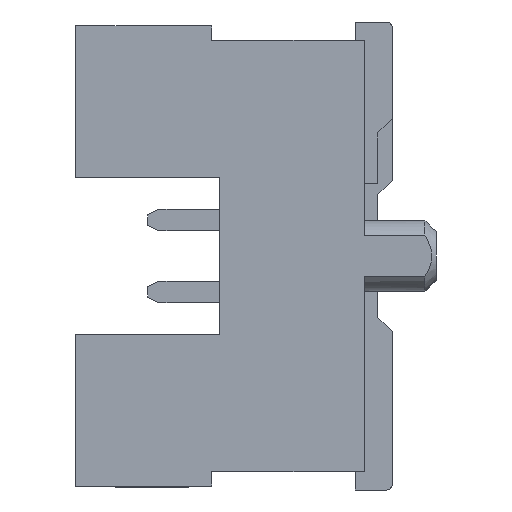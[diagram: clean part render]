
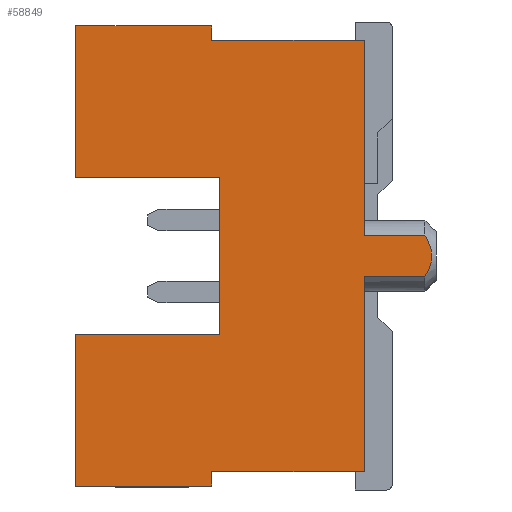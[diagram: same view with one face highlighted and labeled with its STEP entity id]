
A CAD part, left-side view. The second image highlights one B-rep face of the part: STEP entity #58849.
In plain terms, the highlighted planar face has unit normal (-1, 0, 0).
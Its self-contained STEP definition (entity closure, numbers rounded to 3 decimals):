
#3707=DIRECTION('',(0.,1.,0.));
#3708=VECTOR('',#3707,2.54);
#3709=CARTESIAN_POINT('',(-23.5,2.56,-1.395));
#3710=LINE('',#3709,#3708);
#3928=DIRECTION('',(0.,1.,0.));
#3929=VECTOR('',#3928,2.7);
#3930=CARTESIAN_POINT('',(-23.5,0.,3.81));
#3931=LINE('',#3930,#3929);
#3940=DIRECTION('',(0.,0.,1.));
#3941=VECTOR('',#3940,0.255);
#3942=CARTESIAN_POINT('',(-23.5,2.7,3.81));
#3943=LINE('',#3942,#3941);
#3956=DIRECTION('',(0.,-1.,0.));
#3957=VECTOR('',#3956,2.4);
#3958=CARTESIAN_POINT('',(-23.5,5.1,4.065));
#3959=LINE('',#3958,#3957);
#3960=DIRECTION('',(0.,0.,1.));
#3961=VECTOR('',#3960,3.44);
#3962=CARTESIAN_POINT('',(-23.5,0.,-3.81));
#3963=LINE('',#3962,#3961);
#3964=DIRECTION('',(0.,0.,-1.));
#3965=VECTOR('',#3964,2.67);
#3966=CARTESIAN_POINT('',(-23.5,5.1,-1.395));
#3967=LINE('',#3966,#3965);
#3968=DIRECTION('',(0.,-1.,0.));
#3969=VECTOR('',#3968,2.54);
#3970=CARTESIAN_POINT('',(-23.5,5.1,1.395));
#3971=LINE('',#3970,#3969);
#3972=DIRECTION('',(0.,0.,-1.));
#3973=VECTOR('',#3972,2.67);
#3974=CARTESIAN_POINT('',(-23.5,5.1,4.065));
#3975=LINE('',#3974,#3973);
#3976=DIRECTION('',(0.,0.,1.));
#3977=VECTOR('',#3976,3.44);
#3978=CARTESIAN_POINT('',(-23.5,0.,0.37));
#3979=LINE('',#3978,#3977);
#3998=DIRECTION('',(0.,1.,0.));
#3999=VECTOR('',#3998,1.07);
#4000=CARTESIAN_POINT('',(-23.5,-1.07,
0.37));
#4001=LINE('',#4000,#3999);
#4002=DIRECTION('',(0.,-1.,0.));
#4003=VECTOR('',#4002,1.07);
#4004=CARTESIAN_POINT('',(-23.5,0.,-0.37));
#4005=LINE('',#4004,#4003);
#4018=CARTESIAN_POINT('',(-23.5,-1.07,
-0.37));
#4019=CARTESIAN_POINT('',(-23.5,-1.096,
-0.325));
#4020=CARTESIAN_POINT('',(-23.5,-1.141,
-0.238));
#4021=CARTESIAN_POINT('',(-23.5,-1.182,
-0.115));
#4022=CARTESIAN_POINT('',(-23.5,-1.194,
0.));
#4023=CARTESIAN_POINT('',(-23.5,-1.182,
0.115));
#4024=CARTESIAN_POINT('',(-23.5,-1.141,
0.238));
#4025=CARTESIAN_POINT('',(-23.5,-1.096,
0.325));
#4026=CARTESIAN_POINT('',(-23.5,-1.07,
0.37));
#4061=DIRECTION('',(0.,-1.,0.));
#4062=VECTOR('',#4061,2.7);
#4063=CARTESIAN_POINT('',(-23.5,2.7,-3.81));
#4064=LINE('',#4063,#4062);
#4089=DIRECTION('',(0.,0.,1.));
#4090=VECTOR('',#4089,0.255);
#4091=CARTESIAN_POINT('',(-23.5,2.7,-4.065));
#4092=LINE('',#4091,#4090);
#4101=DIRECTION('',(0.,1.,0.));
#4102=VECTOR('',#4101,2.4);
#4103=CARTESIAN_POINT('',(-23.5,2.7,-4.065));
#4104=LINE('',#4103,#4102);
#5545=DIRECTION('',(0.,0.,-1.));
#5546=VECTOR('',#5545,2.79);
#5547=CARTESIAN_POINT('',(-23.5,2.56,1.395));
#5548=LINE('',#5547,#5546);
#49299=CARTESIAN_POINT('',(-23.5,0.,3.81));
#49300=VERTEX_POINT('',#49299);
#49301=CARTESIAN_POINT('',(-23.5,0.,0.37));
#49302=VERTEX_POINT('',#49301);
#49303=CARTESIAN_POINT('',(-23.5,0.,-0.37));
#49304=VERTEX_POINT('',#49303);
#49305=CARTESIAN_POINT('',(-23.5,0.,-3.81));
#49306=VERTEX_POINT('',#49305);
#50469=CARTESIAN_POINT('',(-23.5,5.1,4.065));
#50470=VERTEX_POINT('',#50469);
#50471=CARTESIAN_POINT('',(-23.5,5.1,1.395));
#50472=VERTEX_POINT('',#50471);
#50475=CARTESIAN_POINT('',(-23.5,5.1,-1.395));
#50476=VERTEX_POINT('',#50475);
#50477=CARTESIAN_POINT('',(-23.5,5.1,-4.065));
#50478=VERTEX_POINT('',#50477);
#50491=CARTESIAN_POINT('',(-23.5,2.56,1.395));
#50492=VERTEX_POINT('',#50491);
#50493=CARTESIAN_POINT('',(-23.5,-1.07,
0.37));
#50494=VERTEX_POINT('',#50493);
#50495=VERTEX_POINT('',#4018);
#50496=CARTESIAN_POINT('',(-23.5,2.7,-3.81));
#50497=VERTEX_POINT('',#50496);
#50498=CARTESIAN_POINT('',(-23.5,2.7,-4.065));
#50499=VERTEX_POINT('',#50498);
#50500=CARTESIAN_POINT('',(-23.5,2.56,-1.395));
#50501=VERTEX_POINT('',#50500);
#50502=CARTESIAN_POINT('',(-23.5,2.7,4.065));
#50503=VERTEX_POINT('',#50502);
#50504=CARTESIAN_POINT('',(-23.5,2.7,3.81));
#50505=VERTEX_POINT('',#50504);
#58819=CARTESIAN_POINT('',(-23.5,1.954,0.));
#58820=DIRECTION('',(1.,0.,0.));
#58821=DIRECTION('',(0.,0.,1.));
#58822=AXIS2_PLACEMENT_3D('',#58819,#58820,#58821);
#58823=PLANE('',#58822);
#58825=ORIENTED_EDGE('',*,*,#58824,.F.);
#58827=ORIENTED_EDGE('',*,*,#58826,.F.);
#58829=ORIENTED_EDGE('',*,*,#58828,.F.);
#58830=ORIENTED_EDGE('',*,*,#54945,.F.);
#58832=ORIENTED_EDGE('',*,*,#58831,.F.);
#58834=ORIENTED_EDGE('',*,*,#58833,.F.);
#58836=ORIENTED_EDGE('',*,*,#58835,.T.);
#58837=ORIENTED_EDGE('',*,*,#58473,.F.);
#58838=ORIENTED_EDGE('',*,*,#58511,.F.);
#58840=ORIENTED_EDGE('',*,*,#58839,.F.);
#58841=ORIENTED_EDGE('',*,*,#58560,.F.);
#58842=ORIENTED_EDGE('',*,*,#58584,.F.);
#58843=ORIENTED_EDGE('',*,*,#58814,.T.);
#58844=ORIENTED_EDGE('',*,*,#58801,.F.);
#58845=ORIENTED_EDGE('',*,*,#58787,.F.);
#58846=ORIENTED_EDGE('',*,*,#54949,.F.);
#58847=EDGE_LOOP('',(#58825,#58827,#58829,#58830,#58832,#58834,#58836,#58837,
#58838,#58840,#58841,#58842,#58843,#58844,#58845,#58846));
#58848=FACE_OUTER_BOUND('',#58847,.F.);
#58849=ADVANCED_FACE('',(#58848),#58823,.F.);
#4027=B_SPLINE_CURVE_WITH_KNOTS('',3,(#4018,#4019,#4020,#4021,#4022,#4023,#4024,
#4025,#4026),.UNSPECIFIED.,.F.,.F.,(4,1,1,1,1,1,4),(0.,0.167,
0.333,0.5,0.667,0.833,1.),
.UNSPECIFIED.);
#54945=EDGE_CURVE('',#49306,#49304,#3963,.T.);
#54949=EDGE_CURVE('',#49302,#49300,#3979,.T.);
#58473=EDGE_CURVE('',#50476,#50478,#3967,.T.);
#58511=EDGE_CURVE('',#50501,#50476,#3710,.T.);
#58560=EDGE_CURVE('',#50472,#50492,#3971,.T.);
#58584=EDGE_CURVE('',#50470,#50472,#3975,.T.);
#58787=EDGE_CURVE('',#49300,#50505,#3931,.T.);
#58801=EDGE_CURVE('',#50505,#50503,#3943,.T.);
#58814=EDGE_CURVE('',#50470,#50503,#3959,.T.);
#58824=EDGE_CURVE('',#50494,#49302,#4001,.T.);
#58826=EDGE_CURVE('',#50495,#50494,#4027,.T.);
#58828=EDGE_CURVE('',#49304,#50495,#4005,.T.);
#58831=EDGE_CURVE('',#50497,#49306,#4064,.T.);
#58833=EDGE_CURVE('',#50499,#50497,#4092,.T.);
#58835=EDGE_CURVE('',#50499,#50478,#4104,.T.);
#58839=EDGE_CURVE('',#50492,#50501,#5548,.T.);
